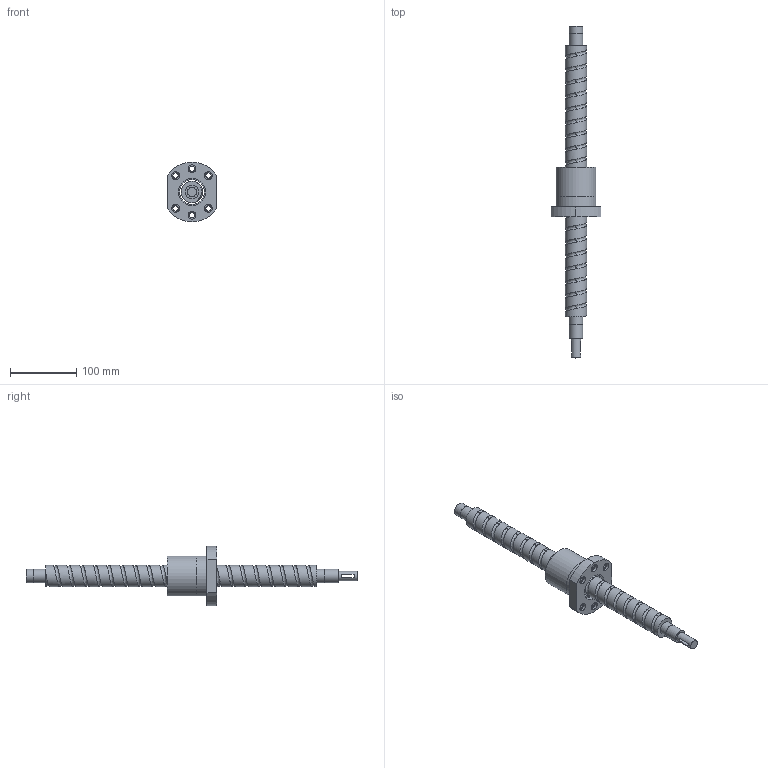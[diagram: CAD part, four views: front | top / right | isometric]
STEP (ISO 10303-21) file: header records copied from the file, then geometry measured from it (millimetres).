
FILE_DESCRIPTION(('FreeCAD Model'),'2;1');
FILE_NAME('Open CASCADE Shape Model','2023-04-22T16:47:11',(''),(''), 'Open CASCADE STEP processor 7.6','FreeCAD','Unknown');
FILE_SCHEMA(('AUTOMOTIVE_DESIGN { 1 0 10303 214 1 1 1 1 }'));
Length unit declared in the file: millimetre
Products named in the file (5): BallscrewHiwin; Shaft; Shaft Body; Nut; Nut Body
Assembly tree (4 placements, depth 3):
  BallscrewHiwin
    Shaft
      Shaft Body
    Nut
      Nut Body
Bounding box: 75 x 500 x 90 mm (x, y, z)
Volume: 507598.2 mm3; surface area: 85567.6 mm2
Topology: 2 solids, 2 shells, 90 faces, 223 edges, 148 vertices
Faces by surface type: cylinder 49, bspline 21, plane 20
Full cylindrical faces by diameter (mm): 8 x6, 12 x6, 14 x1, 20 x4, 32 x20, 37 x1, 41.3 x2, 60 x2
Entity records: 33579 total; most frequent: CARTESIAN_POINT 29577, DIRECTION 543, ORIENTED_EDGE 446, PCURVE 446, DEFINITIONAL_REPRESENTATION 446, LINE 276, VECTOR 276, B_SPLINE_CURVE_WITH_KNOTS 276
